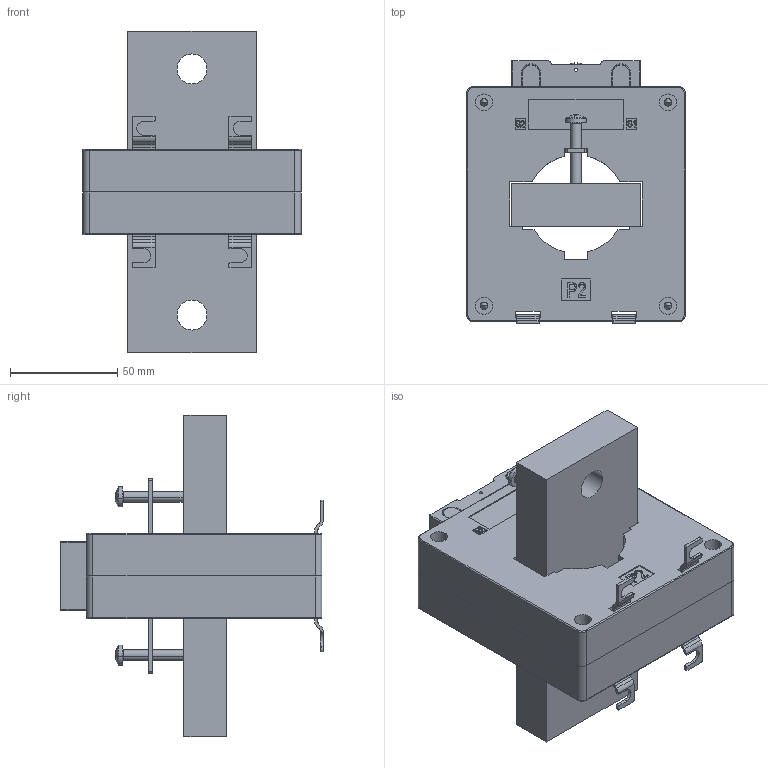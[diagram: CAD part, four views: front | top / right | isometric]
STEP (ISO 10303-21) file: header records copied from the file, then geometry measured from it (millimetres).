
FILE_DESCRIPTION (( 'STEP AP214' ), '1' );
FILE_NAME ('ﾒ-0,66-60-I (750ﾀ-1500ﾀ).STEP', '2024-04-16T10:47:59', ( '' ), ( '' ), 'SwSTEP 2.0', 'SolidWorks 2014', '' );
FILE_SCHEMA (( 'AUTOMOTIVE_DESIGN' ));
Length unit declared in the file: millimetre
Products named in the file (16): 咈櫡_-01; Êîðïóñ Ð2 äëÿ Ò-0,66-60-I; Êðûøêà çàùèòíàÿ äëÿ Ò-0,66-60-I; Êîðïóñ Ð1 äëÿ Ò-0,66-60-I; ﾒ-0,66-60-I (750ﾀ-1500ﾀ); ÂÅÈÓ.685527.021 Øèíà 60õ150_-02; pan head cross recess screw_din_ISO 7045 - M5 x 45 - Z --- 38N; pan head cross recess screw_din_ISO 7045 - M5 x 30 - Z --- 30N; ÂÅÈÓ.746142.019 Ïëàíêà ïðèæèìíàÿ; Âèíò ïëîìáèðîâî÷íûé DIN 404_ 4å10; Ãàéêà Ì4.5.019 ÃÎÑÒ5915-70; slotted cheese head screw_din_ISO 1207 - M5 x 10 --- 10N; curved spring lock washer_din_Spring washer DIN 128 - A5; plain washer hardened grade a_din_Washer DIN 125 - A 5.3 - 300HV; Êîíòàêò; sheet metal screws_din_Tapping screw DIN 7049-ST3.5x22-C-H-N
Assembly tree (25 placements, depth 2):
  ﾒ-0,66-60-I (750ﾀ-1500ﾀ)
    Êîðïóñ Ð1 äëÿ Ò-0,66-60-I
    Êðûøêà çàùèòíàÿ äëÿ Ò-0,66-60-I
    Êîðïóñ Ð2 äëÿ Ò-0,66-60-I
    咈櫡_-01  x4
    sheet metal screws_din_Tapping screw DIN 7049-ST3.5x22-C-H-N  x4
    Êîíòàêò  x2
    plain washer hardened grade a_din_Washer DIN 125 - A 5.3 - 300HV  x2
    curved spring lock washer_din_Spring washer DIN 128 - A5  x2
    slotted cheese head screw_din_ISO 1207 - M5 x 10 --- 10N  x2
    Ãàéêà Ì4.5.019 ÃÎÑÒ5915-70
    Âèíò ïëîìáèðîâî÷íûé DIN 404_ 4å10
    ÂÅÈÓ.746142.019 Ïëàíêà ïðèæèìíàÿ
    pan head cross recess screw_din_ISO 7045 - M5 x 30 - Z --- 30N
    pan head cross recess screw_din_ISO 7045 - M5 x 45 - Z --- 38N
    ÂÅÈÓ.685527.021 Øèíà 60õ150_-02
Bounding box: 102 x 122.6 x 150 mm (x, y, z)
Volume: 279775.6 mm3; surface area: 142710.3 mm2
Topology: 25 solids, 25 shells, 1148 faces, 3029 edges, 1978 vertices
Faces by surface type: plane 670, cylinder 274, bspline 96, cone 68, torus 24, sphere 16
Entity records: 35059 total; most frequent: CARTESIAN_POINT 11355, ORIENTED_EDGE 4902, DIRECTION 4479, EDGE_CURVE 2451, VERTEX_POINT 1608, VECTOR 1599, LINE 1599, AXIS2_PLACEMENT_3D 1440
